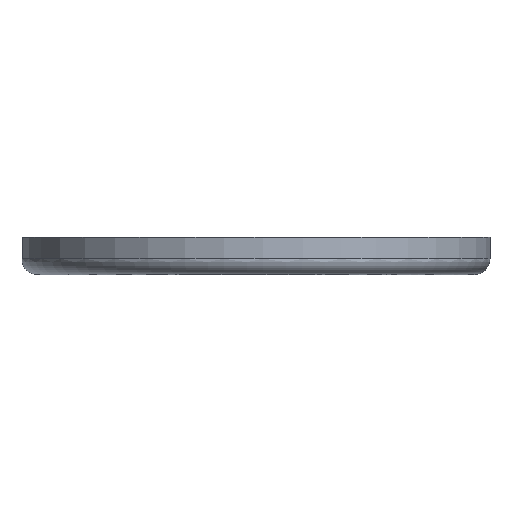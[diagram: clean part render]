
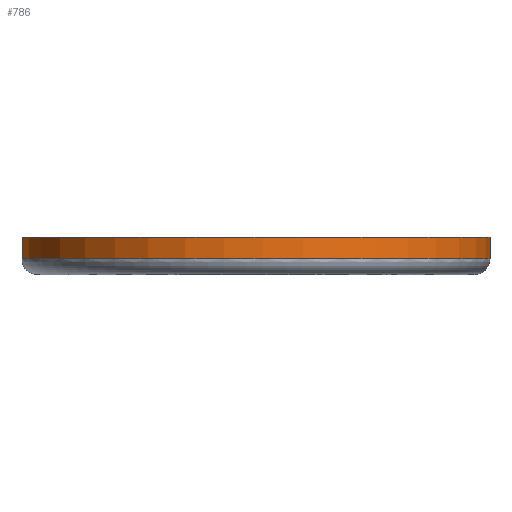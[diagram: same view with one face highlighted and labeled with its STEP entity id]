
A CAD part, left-side view. The second image highlights one B-rep face of the part: STEP entity #786.
In plain terms, the highlighted cylindrical face has radius 22 mm (diameter 44 mm), a partial arc.
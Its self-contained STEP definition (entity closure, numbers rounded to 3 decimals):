
#89=FACE_OUTER_BOUND('',#137,.T.);
#137=EDGE_LOOP('',(#716,#717,#718,#719));
#199=LINE('',#1387,#261);
#200=LINE('',#1389,#262);
#261=VECTOR('',#1123,10.);
#262=VECTOR('',#1126,10.);
#295=CIRCLE('',#852,22.);
#310=CIRCLE('',#879,22.);
#361=VERTEX_POINT('',#1268);
#362=VERTEX_POINT('',#1270);
#385=VERTEX_POINT('',#1363);
#386=VERTEX_POINT('',#1368);
#453=EDGE_CURVE('',#361,#362,#295,.T.);
#491=EDGE_CURVE('',#385,#386,#310,.T.);
#498=EDGE_CURVE('',#385,#362,#199,.T.);
#499=EDGE_CURVE('',#386,#361,#200,.T.);
#716=ORIENTED_EDGE('',*,*,#491,.F.);
#717=ORIENTED_EDGE('',*,*,#498,.T.);
#718=ORIENTED_EDGE('',*,*,#453,.F.);
#719=ORIENTED_EDGE('',*,*,#499,.F.);
#747=CYLINDRICAL_SURFACE('',#888,22.);
#786=ADVANCED_FACE('',(#89),#747,.T.);
#852=AXIS2_PLACEMENT_3D('',#1271,#1027,#1028);
#879=AXIS2_PLACEMENT_3D('',#1369,#1100,#1101);
#888=AXIS2_PLACEMENT_3D('',#1388,#1124,#1125);
#1027=DIRECTION('center_axis',(0.,0.,
1.));
#1028=DIRECTION('ref_axis',(0.809,0.588,0.));
#1100=DIRECTION('center_axis',(0.,0.,
-1.));
#1101=DIRECTION('ref_axis',(-0.999,0.046,0.));
#1123=DIRECTION('',(0.,0.,1.));
#1124=DIRECTION('center_axis',(0.,0.,1.));
#1125=DIRECTION('ref_axis',(-0.999,0.053,0.));
#1126=DIRECTION('',(0.,0.,1.));
#1268=CARTESIAN_POINT('',(-28.205,9.936,11.111));
#1270=CARTESIAN_POINT('',(-29.689,-17.763,11.111));
#1271=CARTESIAN_POINT('Origin',(-46.,-3.,11.111));
#1363=CARTESIAN_POINT('',(-29.689,-17.763,9.111));
#1368=CARTESIAN_POINT('',(-28.205,9.936,9.111));
#1369=CARTESIAN_POINT('Origin',(-46.,-3.,9.111));
#1387=CARTESIAN_POINT('',(-29.689,-17.763,8.611));
#1388=CARTESIAN_POINT('Origin',(-46.,-3.,8.611));
#1389=CARTESIAN_POINT('',(-28.205,9.936,8.611));
